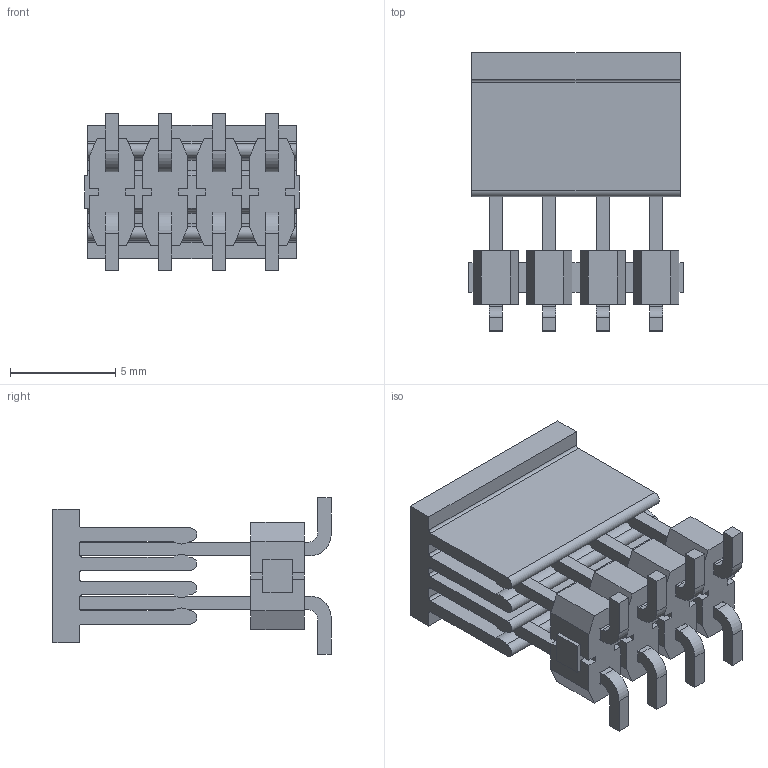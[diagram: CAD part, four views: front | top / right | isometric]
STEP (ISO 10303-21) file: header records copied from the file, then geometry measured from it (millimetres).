
FILE_DESCRIPTION(/* description */ ('STEP AP214'),/* implementation_level */ '2;1');
FILE_NAME(/* name */ 'TSM-104-02-L-DV-P',/* time_stamp */ '2024-01-18T23:37:46+01:00',/* author */ ('License CC BY-ND 4.0'),/* organization */ ('CADENAS'),/* preprocessor_version */ 'ST-DEVELOPER v19.3',/* originating_system */ 'PARTsolutions',/* authorisation */ ' ');
FILE_SCHEMA (('AUTOMOTIVE_DESIGN {1 0 10303 214 3 1 1}'));
Length unit declared in the file: inch
Products named in the file (4): TSM-104-02-L-DV-P; T-1S6-08(-02-4-DV); PPP-06-02-4--DV; TSM-104-02-DV_body
Assembly tree (3 placements, depth 2):
  TSM-104-02-L-DV-P
    T-1S6-08(-02-4-DV)
    PPP-06-02-4--DV
    TSM-104-02-DV_body
Bounding box: 10.16 x 13.21 x 7.44 mm (x, y, z)
Volume: 364.9 mm3; surface area: 1195.2 mm2
Topology: 3 solids, 3 shells, 310 faces, 912 edges, 608 vertices
Faces by surface type: plane 278, cylinder 32
Entity records: 10297 total; most frequent: CARTESIAN_POINT 1834, ORIENTED_EDGE 1824, DIRECTION 1604, EDGE_CURVE 912, LINE 848, VECTOR 848, VERTEX_POINT 608, AXIS2_PLACEMENT_3D 378
